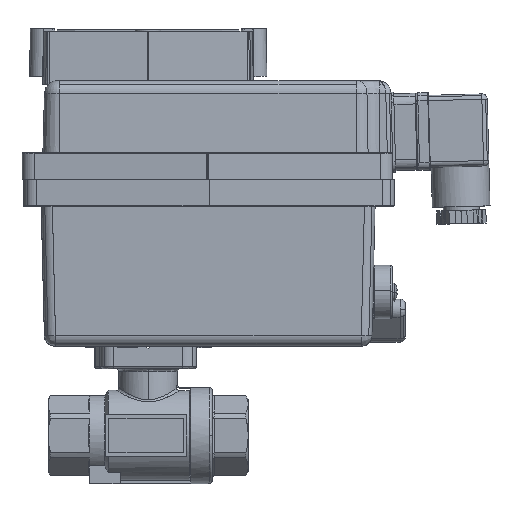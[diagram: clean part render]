
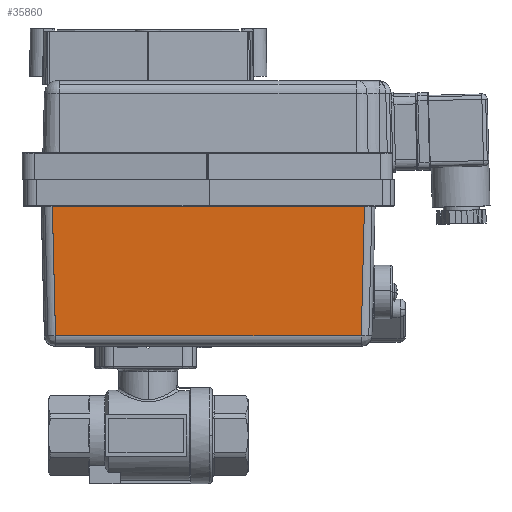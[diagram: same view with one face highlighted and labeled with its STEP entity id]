
A CAD part, top view. The second image highlights one B-rep face of the part: STEP entity #35860.
In plain terms, the highlighted planar face has unit normal (0.003, -0.024, 1).
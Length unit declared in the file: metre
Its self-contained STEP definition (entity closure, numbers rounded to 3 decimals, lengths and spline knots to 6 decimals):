
#4106 = EDGE_CURVE ( 'NONE', #20831, #85746, #84127, .T. ) ;
#4128 = LINE ( 'NONE', #30307, #48297 ) ;
#6188 = ORIENTED_EDGE ( 'NONE', *, *, #4106, .T. ) ;
#10132 = VERTEX_POINT ( 'NONE', #42267 ) ;
#10509 = EDGE_CURVE ( 'NONE', #57248, #20831, #53501, .T. ) ;
#16848 = CARTESIAN_POINT ( 'NONE',  ( -0.034748, 0.037403, 0.03948 ) ) ;
#18058 = DIRECTION ( 'NONE',  ( 0., -1., -0.024 ) ) ;
#20831 = VERTEX_POINT ( 'NONE', #16848 ) ;
#23108 = DIRECTION ( 'NONE',  ( 1., 0., -0.002 ) ) ;
#24204 = VECTOR ( 'NONE', #87328, 1. ) ;
#24330 = DIRECTION ( 'NONE',  ( 0.002, -0.024, 1. ) ) ;
#27510 = ORIENTED_EDGE ( 'NONE', *, *, #84253, .T. ) ;
#30307 = CARTESIAN_POINT ( 'NONE',  ( 0.079892, 0.037403, 0.039195 ) ) ;
#31196 = DIRECTION ( 'NONE',  ( 0.024, 0.999, 0.024 ) ) ;
#32376 = ORIENTED_EDGE ( 'NONE', *, *, #85340, .T. ) ;
#32812 = ORIENTED_EDGE ( 'NONE', *, *, #10509, .T. ) ;
#33005 = CARTESIAN_POINT ( 'NONE',  ( -0.035926, 0.086, 0.040664 ) ) ;
#35860 = ADVANCED_FACE ( 'NONE', ( #44356 ), #52835, .T. ) ;
#42267 = CARTESIAN_POINT ( 'NONE',  ( 0.081076, 0.086, 0.040372 ) ) ;
#44356 = FACE_OUTER_BOUND ( 'NONE', #79699, .T. ) ;
#46944 = LINE ( 'NONE', #74513, #52726 ) ;
#48297 = VECTOR ( 'NONE', #31196, 1. ) ;
#52726 = VECTOR ( 'NONE', #74938, 1. ) ;
#52835 = PLANE ( 'NONE',  #53668 ) ;
#52890 = CARTESIAN_POINT ( 'NONE',  ( 0.079892, 0.037403, 0.039195 ) ) ;
#53501 = LINE ( 'NONE', #33005, #24204 ) ;
#53668 = AXIS2_PLACEMENT_3D ( 'NONE', #73269, #24330, #18058 ) ;
#57248 = VERTEX_POINT ( 'NONE', #67334 ) ;
#67334 = CARTESIAN_POINT ( 'NONE',  ( -0.035926, 0.086, 0.040664 ) ) ;
#73269 = CARTESIAN_POINT ( 'NONE',  ( -0.039925, 0.086, 0.040674 ) ) ;
#74513 = CARTESIAN_POINT ( 'NONE',  ( 0.081076, 0.086, 0.040372 ) ) ;
#74938 = DIRECTION ( 'NONE',  ( -1., 0., 0.002 ) ) ;
#76968 = CARTESIAN_POINT ( 'NONE',  ( -0.034748, 0.037403, 0.03948 ) ) ;
#79699 = EDGE_LOOP ( 'NONE', ( #32376, #32812, #6188, #27510 ) ) ;
#82838 = VECTOR ( 'NONE', #23108, 1. ) ;
#84127 = LINE ( 'NONE', #76968, #82838 ) ;
#84253 = EDGE_CURVE ( 'NONE', #85746, #10132, #4128, .T. ) ;
#85340 = EDGE_CURVE ( 'NONE', #10132, #57248, #46944, .T. ) ;
#85746 = VERTEX_POINT ( 'NONE', #52890 ) ;
#87328 = DIRECTION ( 'NONE',  ( 0.024, -0.999, -0.024 ) ) ;
